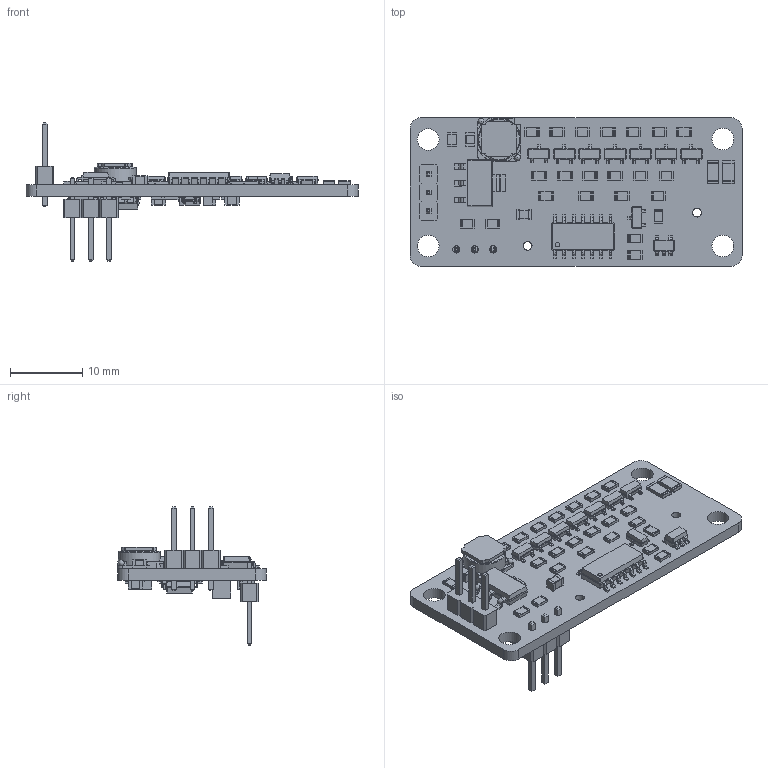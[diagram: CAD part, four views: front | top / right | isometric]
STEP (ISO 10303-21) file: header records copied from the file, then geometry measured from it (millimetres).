
FILE_DESCRIPTION(('FreeCAD Model'),'2;1');
FILE_NAME('Open CASCADE Shape Model','2021-01-16T21:35:03',( 'kicad StepUp'),('ksu MCAD'),'Open CASCADE STEP processor 7.4', 'FreeCAD','Unknown');
FILE_SCHEMA(('AUTOMOTIVE_DESIGN { 1 0 10303 214 1 1 1 1 }'));
Length unit declared in the file: millimetre
Products named in the file (22): OpenHVPS_2; Local_CS_600f; Pcb_600f; OpenHVPS-2; Board_Geoms_600f; Step_Models_600f; Top_600f; "C11"_R_0805_2012Metric_0ded1baa-ca0f-4eb8-9fe3-abc3e55363c0; "D8"_SOT_23_1b05ef8d-8421-4177-840e-f2ee5bb1c449; "C2"_C_0805_2012Metric_34265525-bd8f-419f-89d8-ddc93123fd51; "D1"_D_SOT_23_486a33f8-06b4-4b62-b7df-41ee1187ac09; "U3"_SOT_23_5_4d49d867-5260-41aa-9fdb-ece142794780; "R1"_R_1206_3216Metric_70a92563-8c18-463e-b65b-e07993cc5b64; "L1"_User_Library-SMDpowerInductor_
8efecfac-bf67-4a0d-b4e2-4423f34b4e95[2]; "L1"_Fillet003_fd_sp_8efecfac-bf67-4a0d-b4e2-4423f34b4e95[3]; "U2"_SOIC_14_39x87mm_P127mm_9bc91ab9-ea0d-4d49-869c-6cbfd59bc71c; "J2"_PinHeader_1x03_P254mm_Vertical_
9c64ad49-6b74-4c8f-b637-c488a6158a7a; "Q1"_SOT_223_c51ee79e-3f73-43b1-a02b-215e7cb4282f; Bot_600f; "Q3"_SOT_363_SC_70_6_23e69448-3871-482e-98a8-997065de55e0; "U4"_SOIC_16_39x99mm_P127mm_c50f467c-c713-4f3a-a5a9-49f5d52d5fa9; "C4"_C_1210_3225Metric_e83b62ee-5154-494f-978e-5abf8272b843
Assembly tree (144 placements, depth 5):
  OpenHVPS_2
    Local_CS_600f
    Pcb_600f
    OpenHVPS-2
      Board_Geoms_600f
        Pcb_600f
      Step_Models_600f
        Top_600f
          "C11"_R_0805_2012Metric_0ded1baa-ca0f-4eb8-9fe3-abc3e55363c0  x23
          "D8"_SOT_23_1b05ef8d-8421-4177-840e-f2ee5bb1c449  x7
          "C2"_C_0805_2012Metric_34265525-bd8f-419f-89d8-ddc93123fd51  x2
          "D1"_D_SOT_23_486a33f8-06b4-4b62-b7df-41ee1187ac09
          "U3"_SOT_23_5_4d49d867-5260-41aa-9fdb-ece142794780
          "R1"_R_1206_3216Metric_70a92563-8c18-463e-b65b-e07993cc5b64  x2
          "L1"_User_Library-SMDpowerInductor_
8efecfac-bf67-4a0d-b4e2-4423f34b4e95[2]
          "L1"_Fillet003_fd_sp_8efecfac-bf67-4a0d-b4e2-4423f34b4e95[3]
          "U2"_SOIC_14_39x87mm_P127mm_9bc91ab9-ea0d-4d49-869c-6cbfd59bc71c
          "J2"_PinHeader_1x03_P254mm_Vertical_
9c64ad49-6b74-4c8f-b637-c488a6158a7a  x2
          "Q1"_SOT_223_c51ee79e-3f73-43b1-a02b-215e7cb4282f
        Bot_600f
          "C11"_R_0805_2012Metric_0ded1baa-ca0f-4eb8-9fe3-abc3e55363c0  x13
          "Q3"_SOT_363_SC_70_6_23e69448-3871-482e-98a8-997065de55e0
          "C2"_C_0805_2012Metric_34265525-bd8f-419f-89d8-ddc93123fd51  x6
          "D8"_SOT_23_1b05ef8d-8421-4177-840e-f2ee5bb1c449  x2
          "U4"_SOIC_16_39x99mm_P127mm_c50f467c-c713-4f3a-a5a9-49f5d52d5fa9
          "D1"_D_SOT_23_486a33f8-06b4-4b62-b7df-41ee1187ac09
          "C4"_C_1210_3225Metric_e83b62ee-5154-494f-978e-5abf8272b843
    Top_600f
      "C11"_R_0805_2012Metric_0ded1baa-ca0f-4eb8-9fe3-abc3e55363c0  x23
      "D8"_SOT_23_1b05ef8d-8421-4177-840e-f2ee5bb1c449  x7
      "C2"_C_0805_2012Metric_34265525-bd8f-419f-89d8-ddc93123fd51  x2
      "D1"_D_SOT_23_486a33f8-06b4-4b62-b7df-41ee1187ac09
      "U3"_SOT_23_5_4d49d867-5260-41aa-9fdb-ece142794780
      "R1"_R_1206_3216Metric_70a92563-8c18-463e-b65b-e07993cc5b64  x2
      "L1"_User_Library-SMDpowerInductor_
8efecfac-bf67-4a0d-b4e2-4423f34b4e95[2]
      "L1"_Fillet003_fd_sp_8efecfac-bf67-4a0d-b4e2-4423f34b4e95[3]
      "U2"_SOIC_14_39x87mm_P127mm_9bc91ab9-ea0d-4d49-869c-6cbfd59bc71c
      "J2"_PinHeader_1x03_P254mm_Vertical_
9c64ad49-6b74-4c8f-b637-c488a6158a7a  x2
      "Q1"_SOT_223_c51ee79e-3f73-43b1-a02b-215e7cb4282f
    Bot_600f
      "C11"_R_0805_2012Metric_0ded1baa-ca0f-4eb8-9fe3-abc3e55363c0  x13
      "Q3"_SOT_363_SC_70_6_23e69448-3871-482e-98a8-997065de55e0
      "C2"_C_0805_2012Metric_34265525-bd8f-419f-89d8-ddc93123fd51  x6
      "D8"_SOT_23_1b05ef8d-8421-4177-840e-f2ee5bb1c449  x2
      "U4"_SOIC_16_39x99mm_P127mm_c50f467c-c713-4f3a-a5a9-49f5d52d5fa9
      "D1"_D_SOT_23_486a33f8-06b4-4b62-b7df-41ee1187ac09
      "C4"_C_1210_3225Metric_e83b62ee-5154-494f-978e-5abf8272b843
    "C11"_R_0805_2012Metric_0ded1baa-ca0f-4eb8-9fe3-abc3e55363c0  x36
    "D8"_SOT_23_1b05ef8d-8421-4177-840e-f2ee5bb1c449  x9
    "C2"_C_0805_2012Metric_34265525-bd8f-419f-89d8-ddc93123fd51  x8
    "D1"_D_SOT_23_486a33f8-06b4-4b62-b7df-41ee1187ac09  x2
    "U3"_SOT_23_5_4d49d867-5260-41aa-9fdb-ece142794780
    "R1"_R_1206_3216Metric_70a92563-8c18-463e-b65b-e07993cc5b64  x2
    "L1"_User_Library-SMDpowerInductor_
8efecfac-bf67-4a0d-b4e2-4423f34b4e95[2]
    "L1"_Fillet003_fd_sp_8efecfac-bf67-4a0d-b4e2-4423f34b4e95[3]
    "U2"_SOIC_14_39x87mm_P127mm_9bc91ab9-ea0d-4d49-869c-6cbfd59bc71c
    "J2"_PinHeader_1x03_P254mm_Vertical_
9c64ad49-6b74-4c8f-b637-c488a6158a7a  x2
    "Q1"_SOT_223_c51ee79e-3f73-43b1-a02b-215e7cb4282f
    "Q3"_SOT_363_SC_70_6_23e69448-3871-482e-98a8-997065de55e0
    "U4"_SOIC_16_39x99mm_P127mm_c50f467c-c713-4f3a-a5a9-49f5d52d5fa9
Bounding box: 45.8 x 20.5 x 19.08 mm (x, y, z)
Volume: 4496.3 mm3; surface area: 9134.3 mm2
Topology: 203 solids, 203 shells, 9641 faces, 24438 edges, 15302 vertices
Faces by surface type: plane 5967, cylinder 2297, bspline 1350, torus 21, sphere 6
Full cylindrical faces by diameter (mm): 0.6 x6, 1 x12, 1.2 x4, 3 x8, 5.8 x3
Entity records: 49640 total; most frequent: CARTESIAN_POINT 7899, ORIENTED_EDGE 6824, DIRECTION 6367, EDGE_CURVE 3412, LINE 2565, VECTOR 2565, VERTEX_POINT 2128, AXIS2_PLACEMENT_3D 1901
